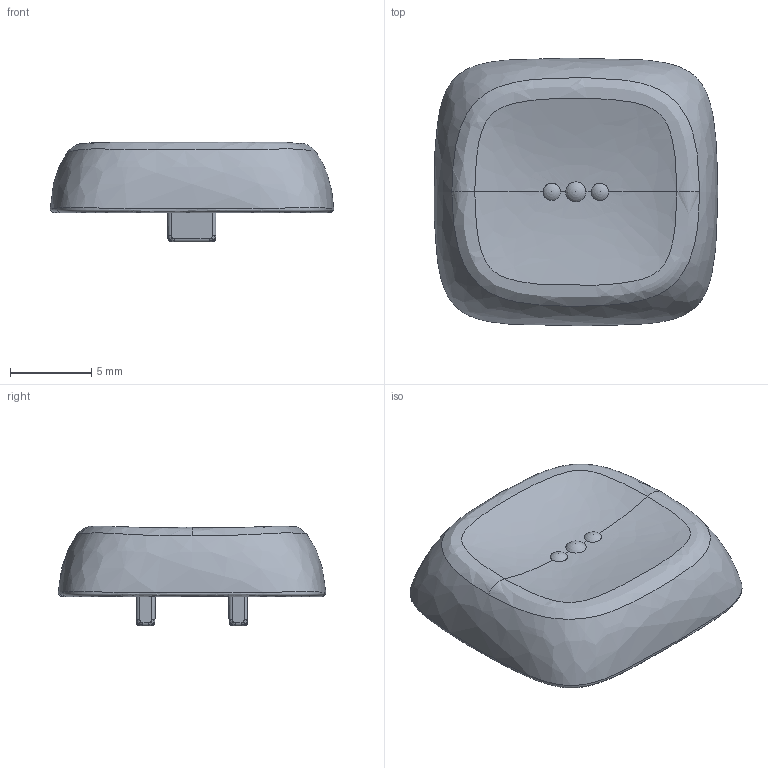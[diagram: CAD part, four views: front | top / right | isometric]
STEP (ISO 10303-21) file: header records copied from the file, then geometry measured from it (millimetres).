
FILE_DESCRIPTION(/* description */ ('','CAx-IF Rec.Pracs.---Representation and Presentation of Product Manufacturing Information (PMI)---4.0---2014-10-13'),/* implementation_level */ '2;1');
FILE_NAME(/* name */ 'KLP_Lame_Normal_Homing_90deg.step',/* time_stamp */ '2025-03-10T23:19:03+07:00',/* author */ (''),/* organization */ (''),/* preprocessor_version */ 'ST-DEVELOPER v20',/* originating_system */ 'Autodesk Translation Framework v13.20.0.188',/* authorisation */ '');
FILE_SCHEMA (('AP242_MANAGED_MODEL_BASED_3D_ENGINEERING_MIM_LF { 1 0 10303 442 1 1 4 }'));
Length unit declared in the file: millimetre
Products named in the file (1): [Choc] Normal Homing
Bounding box: 17.47 x 16.49 x 6.15 mm (x, y, z)
Volume: 576.6 mm3; surface area: 820.1 mm2
Topology: 1 solids, 1 shells, 144 faces, 406 edges, 264 vertices
Faces by surface type: bspline 105, cylinder 24, plane 12, sphere 3
Entity records: 13221 total; most frequent: CARTESIAN_POINT 9923, ORIENTED_EDGE 806, DIRECTION 529, EDGE_CURVE 403, VERTEX_POINT 264, AXIS2_PLACEMENT_3D 240, CIRCLE 200, B_SPLINE_CURVE_WITH_KNOTS 150
